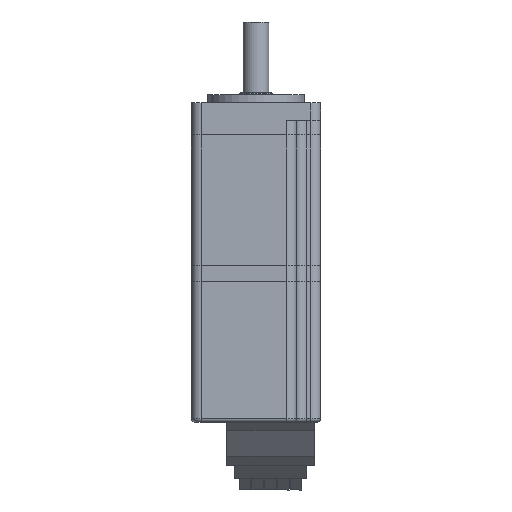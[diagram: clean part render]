
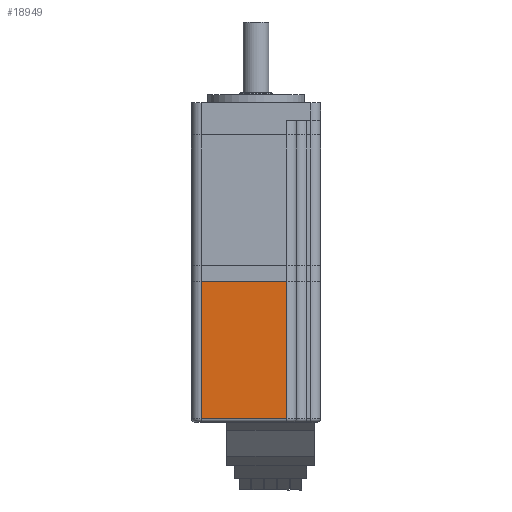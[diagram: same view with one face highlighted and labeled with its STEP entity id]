
A CAD part, front view. The second image highlights one B-rep face of the part: STEP entity #18949.
In plain terms, the highlighted planar face has unit normal (0, -1, 0).
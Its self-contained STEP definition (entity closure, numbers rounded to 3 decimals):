
#1011 = LINE ( 'NONE', #2808, #17714 ) ;
#1082 = EDGE_CURVE ( 'NONE', #8591, #4344, #10565, .T. ) ;
#2801 = DIRECTION ( 'NONE',  ( 1., 0., 0. ) ) ;
#2808 = CARTESIAN_POINT ( 'NONE',  ( -17., -20., -43.5 ) ) ;
#3024 = CARTESIAN_POINT ( 'NONE',  ( 9.5, -20., -42.5 ) ) ;
#3154 = EDGE_LOOP ( 'NONE', ( #21321, #18834, #8284, #16475 ) ) ;
#4344 = VERTEX_POINT ( 'NONE', #11570 ) ;
#4386 = PLANE ( 'NONE',  #7339 ) ;
#4498 = FACE_OUTER_BOUND ( 'NONE', #3154, .T. ) ;
#4517 = EDGE_CURVE ( 'NONE', #12996, #4344, #9231, .T. ) ;
#4583 = CARTESIAN_POINT ( 'NONE',  ( -17., -20., 0. ) ) ;
#5955 = CARTESIAN_POINT ( 'NONE',  ( -17., -20., -42.5 ) ) ;
#6369 = LINE ( 'NONE', #3024, #22102 ) ;
#7339 = AXIS2_PLACEMENT_3D ( 'NONE', #14668, #13220, #21279 ) ;
#7860 = VECTOR ( 'NONE', #20959, 1000. ) ;
#8284 = ORIENTED_EDGE ( 'NONE', *, *, #1082, .T. ) ;
#8591 = VERTEX_POINT ( 'NONE', #14855 ) ;
#8896 = CARTESIAN_POINT ( 'NONE',  ( -20., -20., 0. ) ) ;
#9004 = CARTESIAN_POINT ( 'NONE',  ( 9.5, -20., 0. ) ) ;
#9231 = LINE ( 'NONE', #8896, #7860 ) ;
#10565 = LINE ( 'NONE', #9004, #19594 ) ;
#11570 = CARTESIAN_POINT ( 'NONE',  ( 9.5, -20., 0. ) ) ;
#12958 = DIRECTION ( 'NONE',  ( 0., 0., -1. ) ) ;
#12996 = VERTEX_POINT ( 'NONE', #4583 ) ;
#13220 = DIRECTION ( 'NONE',  ( 0., -1., 0. ) ) ;
#14668 = CARTESIAN_POINT ( 'NONE',  ( -20., -20., -43.5 ) ) ;
#14855 = CARTESIAN_POINT ( 'NONE',  ( 9.5, -20., -42.5 ) ) ;
#14973 = EDGE_CURVE ( 'NONE', #18960, #8591, #6369, .T. ) ;
#16475 = ORIENTED_EDGE ( 'NONE', *, *, #4517, .F. ) ;
#17714 = VECTOR ( 'NONE', #12958, 1000. ) ;
#18834 = ORIENTED_EDGE ( 'NONE', *, *, #14973, .T. ) ;
#18949 = ADVANCED_FACE ( 'NONE', ( #4498 ), #4386, .T. ) ;
#18960 = VERTEX_POINT ( 'NONE', #5955 ) ;
#19165 = DIRECTION ( 'NONE',  ( 0., 0., 1. ) ) ;
#19279 = EDGE_CURVE ( 'NONE', #12996, #18960, #1011, .T. ) ;
#19594 = VECTOR ( 'NONE', #19165, 1000. ) ;
#20959 = DIRECTION ( 'NONE',  ( 1., 0., 0. ) ) ;
#21279 = DIRECTION ( 'NONE',  ( 0., 0., -1. ) ) ;
#21321 = ORIENTED_EDGE ( 'NONE', *, *, #19279, .T. ) ;
#22102 = VECTOR ( 'NONE', #2801, 1000. ) ;
